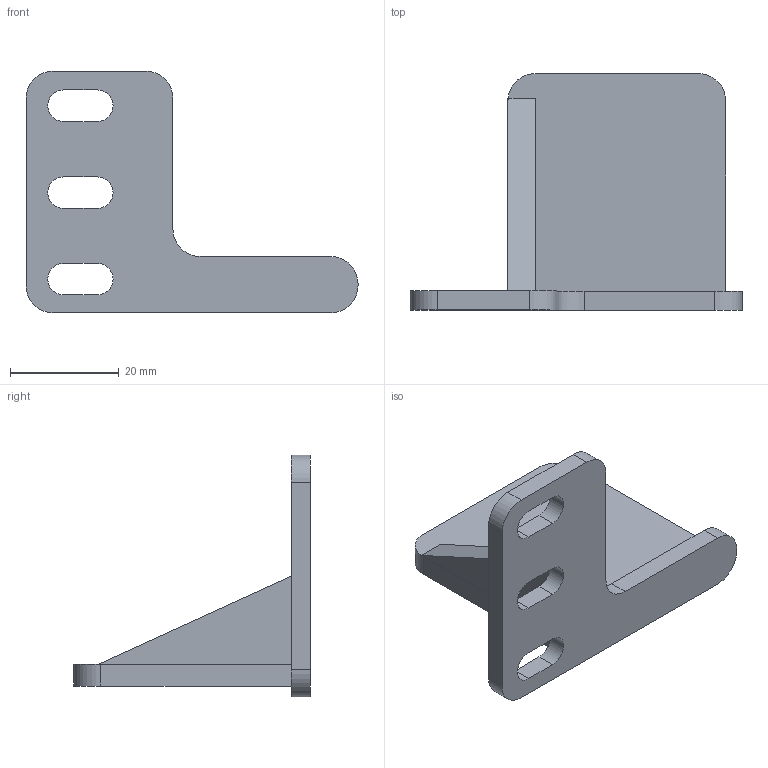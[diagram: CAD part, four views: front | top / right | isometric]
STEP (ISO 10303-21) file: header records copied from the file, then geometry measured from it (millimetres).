
FILE_DESCRIPTION(('FreeCAD Model'),'2;1');
FILE_NAME('Open CASCADE Shape Model','2025-05-16T21:18:32',(''),(''), 'Open CASCADE STEP processor 7.6','FreeCAD','Unknown');
FILE_SCHEMA(('AUTOMOTIVE_DESIGN { 1 0 10303 214 1 1 1 1 }'));
Length unit declared in the file: millimetre
Products named in the file (1): Final
Bounding box: 61 x 43.5 x 44.45 mm (x, y, z)
Volume: 12499.5 mm3; surface area: 8533 mm2
Topology: 3 solids, 3 shells, 51 faces, 135 edges, 90 vertices
Faces by surface type: plane 31, cylinder 20
Entity records: 3428 total; most frequent: CARTESIAN_POINT 619, DIRECTION 537, LINE 325, VECTOR 325, ORIENTED_EDGE 270, PCURVE 270, DEFINITIONAL_REPRESENTATION 270, EDGE_CURVE 135
